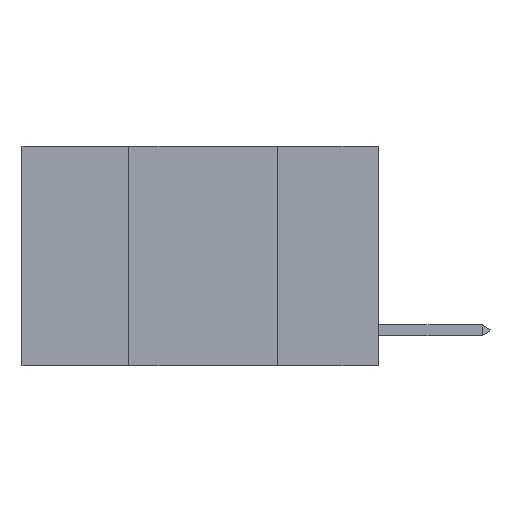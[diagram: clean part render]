
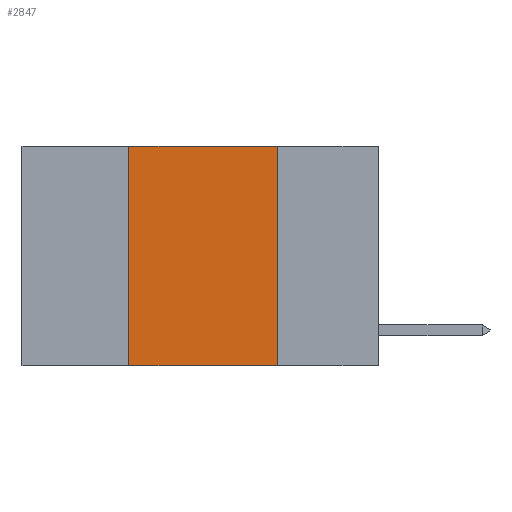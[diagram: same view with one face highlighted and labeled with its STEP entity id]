
A CAD part, left-side view. The second image highlights one B-rep face of the part: STEP entity #2847.
In plain terms, the highlighted planar face has unit normal (-1, 0, 0).
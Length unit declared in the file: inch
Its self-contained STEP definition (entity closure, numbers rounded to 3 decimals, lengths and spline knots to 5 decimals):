
#166 = LINE ( 'NONE', #3641, #6393 ) ;
#1267 = DIRECTION ( 'NONE',  ( 0., -1., 0. ) ) ;
#1303 = VERTEX_POINT ( 'NONE', #5373 ) ;
#1914 = DIRECTION ( 'NONE',  ( 0., -1., 0. ) ) ;
#2340 = FACE_OUTER_BOUND ( 'NONE', #5953, .T. ) ;
#2514 = VERTEX_POINT ( 'NONE', #7826 ) ;
#2550 = EDGE_CURVE ( 'NONE', #1303, #3744, #9759, .T. ) ;
#2847 = ADVANCED_FACE ( 'NONE', ( #2340 ), #5767, .F. ) ;
#2933 = ORIENTED_EDGE ( 'NONE', *, *, #7382, .F. ) ;
#3434 = EDGE_CURVE ( 'NONE', #5651, #1303, #6314, .T. ) ;
#3637 = DIRECTION ( 'NONE',  ( 0., 0., -1. ) ) ;
#3641 = CARTESIAN_POINT ( 'NONE',  ( 0., 0.6, -0.37 ) ) ;
#3744 = VERTEX_POINT ( 'NONE', #7903 ) ;
#4189 = DIRECTION ( 'NONE',  ( 1., 0., 0. ) ) ;
#5130 = ORIENTED_EDGE ( 'NONE', *, *, #3434, .F. ) ;
#5373 = CARTESIAN_POINT ( 'NONE',  ( 0., 0.17, 0. ) ) ;
#5491 = VECTOR ( 'NONE', #11036, 39.37008 ) ;
#5651 = VERTEX_POINT ( 'NONE', #10049 ) ;
#5767 = PLANE ( 'NONE',  #7874 ) ;
#5953 = EDGE_LOOP ( 'NONE', ( #9153, #5130, #2933, #9979 ) ) ;
#6314 = LINE ( 'NONE', #9783, #7543 ) ;
#6393 = VECTOR ( 'NONE', #1914, 39.37008 ) ;
#7318 = VECTOR ( 'NONE', #3637, 39.37008 ) ;
#7382 = EDGE_CURVE ( 'NONE', #2514, #5651, #10147, .T. ) ;
#7543 = VECTOR ( 'NONE', #1267, 39.37008 ) ;
#7714 = CARTESIAN_POINT ( 'NONE',  ( 0., 0.42, 0. ) ) ;
#7826 = CARTESIAN_POINT ( 'NONE',  ( 0., 0.42, -0.37 ) ) ;
#7874 = AXIS2_PLACEMENT_3D ( 'NONE', #9239, #4189, #8435 ) ;
#7903 = CARTESIAN_POINT ( 'NONE',  ( 0., 0.17, -0.37 ) ) ;
#8435 = DIRECTION ( 'NONE',  ( 0., 0., -1. ) ) ;
#8940 = EDGE_CURVE ( 'NONE', #2514, #3744, #166, .T. ) ;
#9153 = ORIENTED_EDGE ( 'NONE', *, *, #2550, .F. ) ;
#9239 = CARTESIAN_POINT ( 'NONE',  ( 0., 0.6, 0. ) ) ;
#9759 = LINE ( 'NONE', #10487, #7318 ) ;
#9783 = CARTESIAN_POINT ( 'NONE',  ( 0., 0.6, 0. ) ) ;
#9979 = ORIENTED_EDGE ( 'NONE', *, *, #8940, .T. ) ;
#10049 = CARTESIAN_POINT ( 'NONE',  ( 0., 0.42, 0. ) ) ;
#10147 = LINE ( 'NONE', #7714, #5491 ) ;
#10487 = CARTESIAN_POINT ( 'NONE',  ( 0., 0.17, 0. ) ) ;
#11036 = DIRECTION ( 'NONE',  ( 0., 0., 1. ) ) ;
